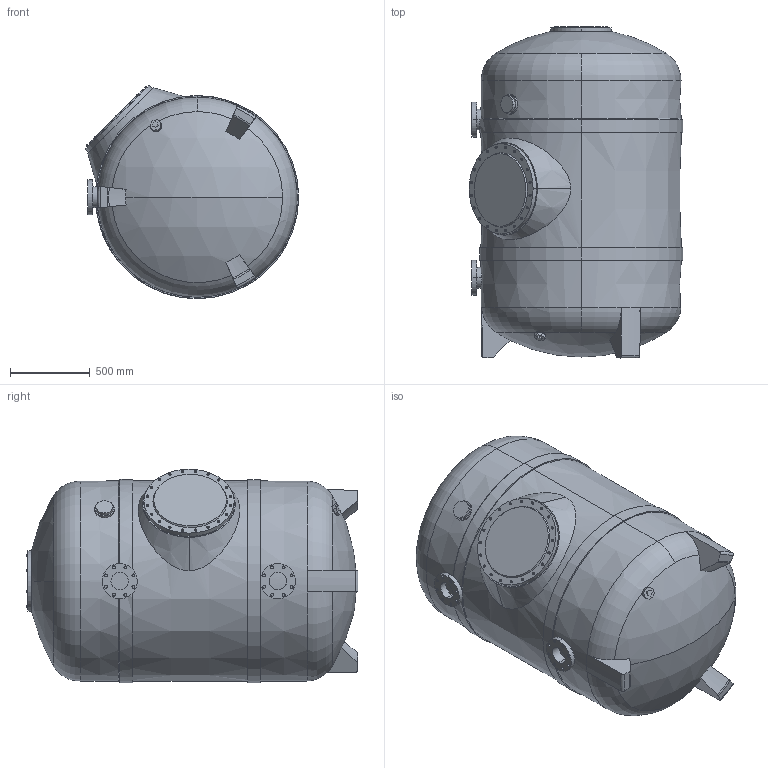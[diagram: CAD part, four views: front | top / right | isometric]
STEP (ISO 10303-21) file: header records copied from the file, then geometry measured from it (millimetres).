
FILE_DESCRIPTION (( 'STEP AP214' ), '1' );
FILE_NAME ('DCH_P_1260.STEP', '2019-03-13T11:55:54', ( '' ), ( '' ), 'SwSTEP 2.0', 'SolidWorks 2018', '' );
FILE_SCHEMA (( 'AUTOMOTIVE_DESIGN' ));
Length unit declared in the file: millimetre
Products named in the file (1): DCH_P_1260
Bounding box: 1336.15 x 2076 x 1336.15 mm (x, y, z)
Volume: 216430482.3 mm3; surface area: 18843107.4 mm2
Topology: 1 solids, 30 shells, 641 faces, 1497 edges, 977 vertices
Faces by surface type: plane 356, cylinder 180, sphere 56, cone 33, torus 16
Entity records: 25321 total; most frequent: CARTESIAN_POINT 4743, DIRECTION 3328, ORIENTED_EDGE 2946, EDGE_CURVE 1473, AXIS2_PLACEMENT_3D 1247, VERTEX_POINT 961, LINE 834, VECTOR 834
